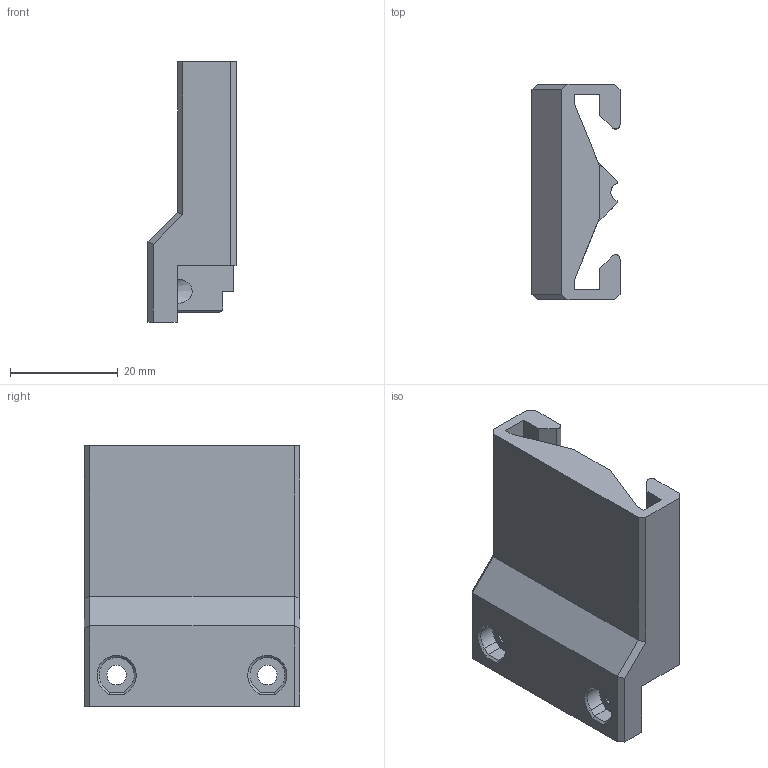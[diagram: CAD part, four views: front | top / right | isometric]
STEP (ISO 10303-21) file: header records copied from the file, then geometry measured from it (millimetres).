
FILE_DESCRIPTION(('FreeCAD Model'),'2;1');
FILE_NAME('Open CASCADE Shape Model','2025-08-13T23:12:10',(''),(''), 'Open CASCADE STEP processor 7.8','FreeCAD','Unknown');
FILE_SCHEMA(('AUTOMOTIVE_DESIGN { 1 0 10303 214 1 1 1 1 }'));
Length unit declared in the file: millimetre
Products named in the file (1): Mount_Lower
Bounding box: 16.35 x 40 x 48.36 mm (x, y, z)
Volume: 14830.4 mm3; surface area: 7425.7 mm2
Topology: 1 solids, 1 shells, 79 faces, 211 edges, 136 vertices
Faces by surface type: plane 66, cylinder 9, cone 4
Entity records: 5330 total; most frequent: CARTESIAN_POINT 1029, DIRECTION 802, LINE 582, VECTOR 582, ORIENTED_EDGE 422, PCURVE 422, DEFINITIONAL_REPRESENTATION 422, EDGE_CURVE 211
